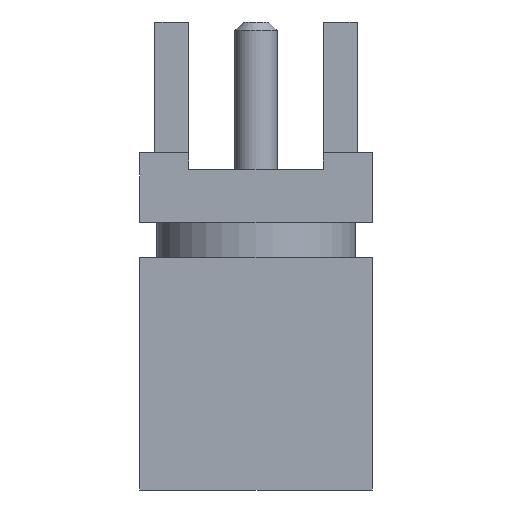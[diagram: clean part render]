
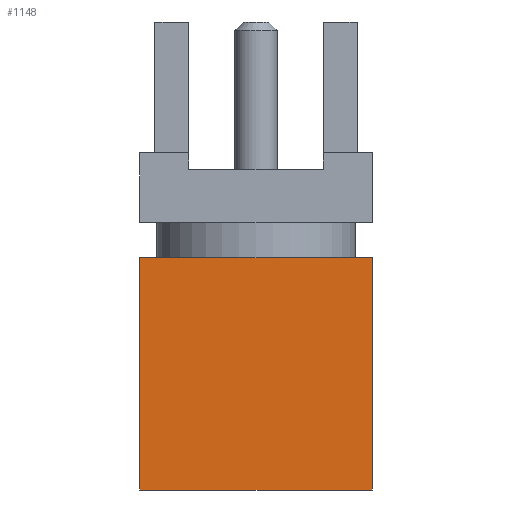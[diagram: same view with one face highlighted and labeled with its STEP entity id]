
A CAD part, front view. The second image highlights one B-rep face of the part: STEP entity #1148.
In plain terms, the highlighted planar face has unit normal (0, -1, 0).
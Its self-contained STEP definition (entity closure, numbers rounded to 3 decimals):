
#67 = CARTESIAN_POINT ( 'NONE',  ( 3.5, -3.5, -9.86 ) ) ;
#68 = DIRECTION ( 'NONE',  ( 0., 0., -1. ) ) ;
#69 = VECTOR ( 'NONE', #68, 1000. ) ;
#70 = CARTESIAN_POINT ( 'NONE',  ( 3.5, -3.5, -2.86 ) ) ;
#71 = LINE ( 'NONE', #70, #69 ) ;
#157 = DIRECTION ( 'NONE',  ( 0., 0., 1. ) ) ;
#158 = VECTOR ( 'NONE', #157, 1000. ) ;
#159 = CARTESIAN_POINT ( 'NONE',  ( -3.5, -3.5, -2.86 ) ) ;
#160 = LINE ( 'NONE', #159, #158 ) ;
#205 = DIRECTION ( 'NONE',  ( -1., 0., 0. ) ) ;
#206 = VECTOR ( 'NONE', #205, 1000. ) ;
#207 = CARTESIAN_POINT ( 'NONE',  ( 3.5, -3.5, -9.86 ) ) ;
#208 = LINE ( 'NONE', #207, #206 ) ;
#210 = CARTESIAN_POINT ( 'NONE',  ( -3.5, -3.5, -9.86 ) ) ;
#211 = FACE_OUTER_BOUND ( 'NONE', #1069, .T. ) ;
#242 = DIRECTION ( 'NONE',  ( 0., 0., 1. ) ) ;
#243 = DIRECTION ( 'NONE',  ( 0., 1., 0. ) ) ;
#244 = CARTESIAN_POINT ( 'NONE',  ( 3.5, -3.5, -9.86 ) ) ;
#245 = AXIS2_PLACEMENT_3D ( 'NONE', #244, #243, #242 ) ;
#246 = PLANE ( 'NONE',  #245 ) ;
#664 = VERTEX_POINT ( 'NONE', #2706 ) ;
#704 = VERTEX_POINT ( 'NONE', #2755 ) ;
#707 = EDGE_CURVE ( 'NONE', #664, #704, #2800, .T. ) ;
#1069 = EDGE_LOOP ( 'NONE', ( #1070, #1073, #1074, #1130 ) ) ;
#1070 = ORIENTED_EDGE ( 'NONE', *, *, #1071, .F. ) ;
#1071 = EDGE_CURVE ( 'NONE', #704, #1072, #71, .T. ) ;
#1072 = VERTEX_POINT ( 'NONE', #67 ) ;
#1073 = ORIENTED_EDGE ( 'NONE', *, *, #707, .F. ) ;
#1074 = ORIENTED_EDGE ( 'NONE', *, *, #1128, .F. ) ;
#1128 = EDGE_CURVE ( 'NONE', #1129, #664, #160, .T. ) ;
#1129 = VERTEX_POINT ( 'NONE', #210 ) ;
#1130 = ORIENTED_EDGE ( 'NONE', *, *, #1131, .F. ) ;
#1131 = EDGE_CURVE ( 'NONE', #1072, #1129, #208, .T. ) ;
#1148 = ADVANCED_FACE ( 'NONE', ( #211 ), #246, .F. ) ;
#2706 = CARTESIAN_POINT ( 'NONE',  ( -3.5, -3.5, -2.86 ) ) ;
#2755 = CARTESIAN_POINT ( 'NONE',  ( 3.5, -3.5, -2.86 ) ) ;
#2797 = DIRECTION ( 'NONE',  ( 1., 0., 0. ) ) ;
#2798 = VECTOR ( 'NONE', #2797, 1000. ) ;
#2799 = CARTESIAN_POINT ( 'NONE',  ( 3.5, -3.5, -2.86 ) ) ;
#2800 = LINE ( 'NONE', #2799, #2798 ) ;
